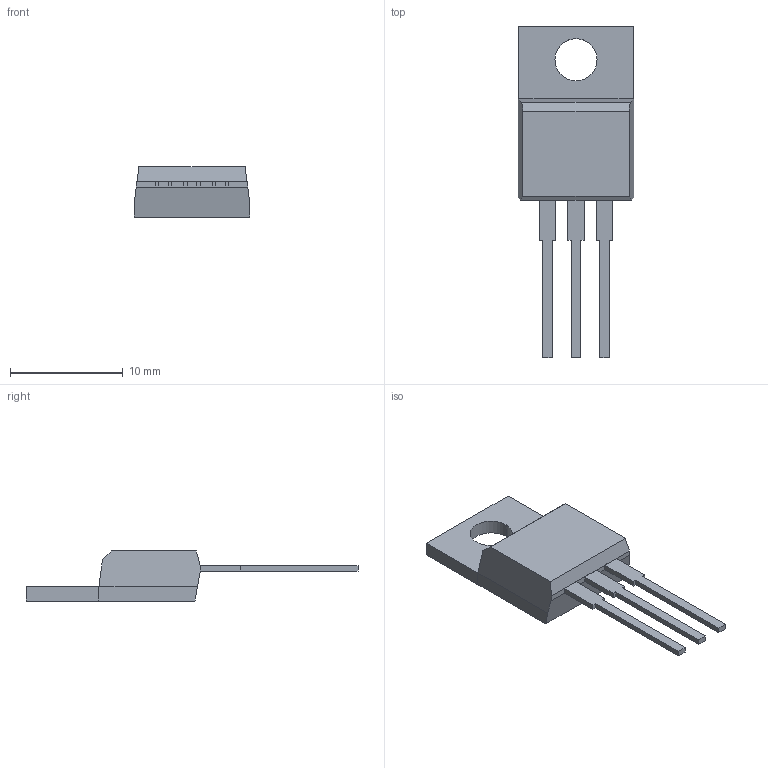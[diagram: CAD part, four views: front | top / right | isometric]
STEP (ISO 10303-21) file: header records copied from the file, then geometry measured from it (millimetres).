
FILE_DESCRIPTION (( 'STEP AP214' ), '1' );
FILE_NAME ('SQP25N15-52_GE3.STEP', '2020-08-04T16:29:44', ( '' ), ( '' ), 'SwSTEP 2.0', 'SolidWorks 2017', '' );
FILE_SCHEMA (( 'AUTOMOTIVE_DESIGN' ));
Length unit declared in the file: millimetre
Products named in the file (1): SQP25N15-52_GE3
Bounding box: 10.28 x 29.51 x 4.45 mm (x, y, z)
Volume: 473.5 mm3; surface area: 749.7 mm2
Topology: 5 solids, 5 shells, 59 faces, 143 edges, 94 vertices
Faces by surface type: plane 57, cylinder 2
Entity records: 1763 total; most frequent: CARTESIAN_POINT 297, ORIENTED_EDGE 286, DIRECTION 267, EDGE_CURVE 143, VECTOR 139, LINE 139, VERTEX_POINT 94, AXIS2_PLACEMENT_3D 64
